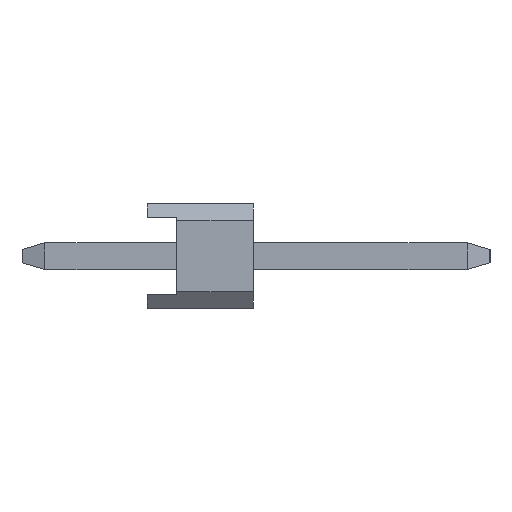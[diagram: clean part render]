
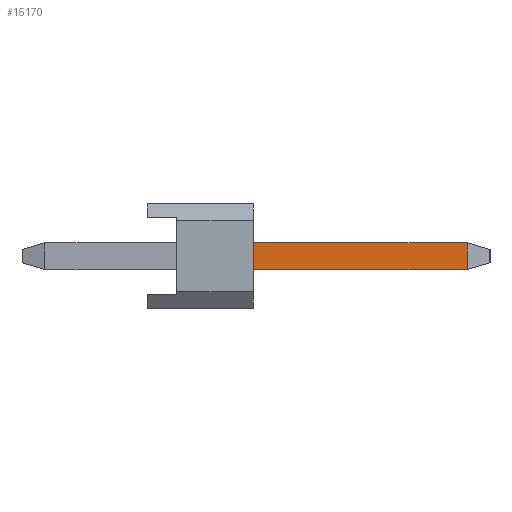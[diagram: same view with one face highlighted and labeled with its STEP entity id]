
A CAD part, left-side view. The second image highlights one B-rep face of the part: STEP entity #15170.
In plain terms, the highlighted planar face has unit normal (-1, 0, 0).
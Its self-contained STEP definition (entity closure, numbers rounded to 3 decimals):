
#6288=VERTEX_POINT('',#17733);
#7458=EDGE_CURVE('',#15990,#16508,#19015,.T.);
#8612=EDGE_CURVE('',#14970,#15990,#20281,.T.);
#13514=EDGE_CURVE('',#6288,#14970,#25747,.T.);
#14708=EDGE_CURVE('',#16508,#6288,#27057,.T.);
#14970=VERTEX_POINT('',#27341);
#15170=ADVANCED_FACE('',(#27565),#27566,.T.);
#15990=VERTEX_POINT('',#28458);
#16508=VERTEX_POINT('',#29026);
#17733=CARTESIAN_POINT('',(-46.04,-2.54,-0.32));
#19015=LINE('',#32429,#32430);
#20281=LINE('',#34261,#34262);
#25747=LINE('',#42165,#42166);
#27057=LINE('',#44065,#44066);
#27341=CARTESIAN_POINT('',(-46.04,-2.54,0.32));
#27565=FACE_OUTER_BOUND('',#44786,.T.);
#27566=PLANE('',#44787);
#28458=CARTESIAN_POINT('',(-46.04,-7.654,0.32));
#29026=CARTESIAN_POINT('',(-46.04,-7.654,-0.32));
#32429=CARTESIAN_POINT('',(-46.04,-7.654,0.5));
#32430=VECTOR('',#49625,1.0);
#34261=CARTESIAN_POINT('',(-46.04,-2.6,0.32));
#34262=VECTOR('',#50842,1.0);
#42165=CARTESIAN_POINT('',(-46.04,-2.54,0.252));
#42166=VECTOR('',#56991,1.0);
#44065=CARTESIAN_POINT('',(-46.04,2.454,-0.32));
#44066=VECTOR('',#58248,1.0);
#44786=EDGE_LOOP('',(#58736,#58737,#58738,#58739));
#44787=AXIS2_PLACEMENT_3D('',#58740,#58741,#58742);
#49625=DIRECTION('',(0.0,0.,-1.0));
#50842=DIRECTION('',(0.,-1.0,0.));
#56991=DIRECTION('',(0.,0.,1.0));
#58248=DIRECTION('',(0.,1.0,0.));
#58736=ORIENTED_EDGE('',*,*,#13514,.F.);
#58737=ORIENTED_EDGE('',*,*,#14708,.F.);
#58738=ORIENTED_EDGE('',*,*,#7458,.F.);
#58739=ORIENTED_EDGE('',*,*,#8612,.F.);
#58740=CARTESIAN_POINT('',(-46.04,2.454,0.5));
#58741=DIRECTION('',(-1.0,0.,0.));
#58742=DIRECTION('',(0.,1.0,0.));
